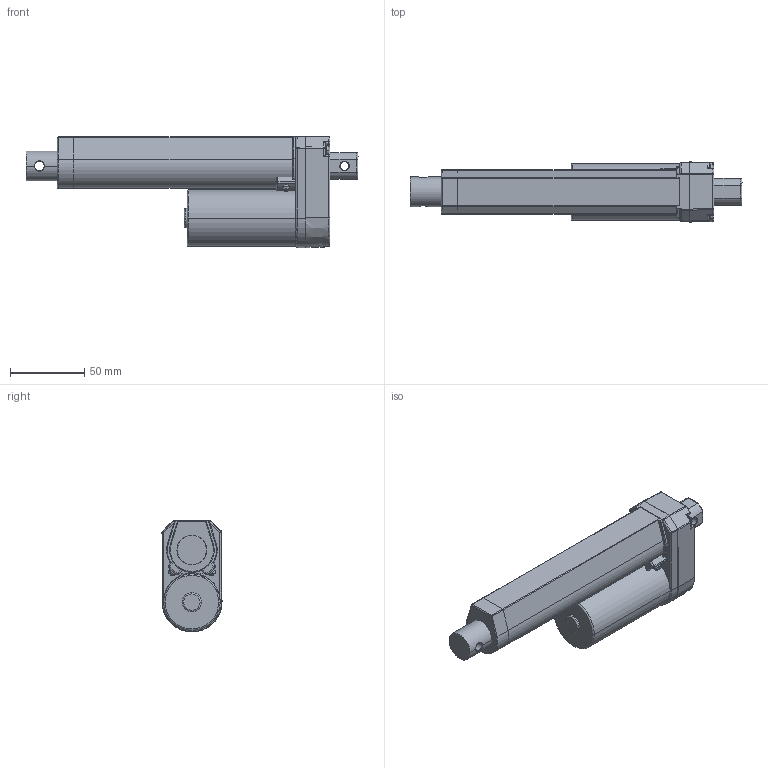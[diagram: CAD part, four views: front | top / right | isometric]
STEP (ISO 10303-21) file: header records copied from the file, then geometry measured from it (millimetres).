
FILE_DESCRIPTION((''),'2;1');
FILE_NAME('TGA-100_ASM','2022-03-17T',('Administrator'),(''),'PRO/ENGINEER BY PARAMETRIC TECHNOLOGY CORPORATION, 2008380','PRO/ENGINEER BY PARAMETRIC TECHNOLOGY CORPORATION, 2008380','');
FILE_SCHEMA(('CONFIG_CONTROL_DESIGN'));
Length unit declared in the file: millimetre
Products named in the file (7): UP; END; MOTER; WAIKE; FENGTOU; NEIGUAN; TGA-100_ASM
Assembly tree (6 placements, depth 2):
  TGA-100_ASM
    UP
    END
    MOTER
    WAIKE
    FENGTOU
    NEIGUAN
Bounding box: 223 x 40.32 x 75.08 mm (x, y, z)
Volume: 215736.1 mm3; surface area: 70443.7 mm2
Topology: 5 solids, 6 shells, 316 faces, 803 edges, 494 vertices
Faces by surface type: plane 141, cylinder 82, bspline 46, torus 23, cone 12, sphere 12
Entity records: 12261 total; most frequent: CARTESIAN_POINT 4919, ORIENTED_EDGE 1556, DIRECTION 1387, EDGE_CURVE 795, AXIS2_PLACEMENT_3D 498, VERTEX_POINT 494, VECTOR 391, LINE 391
